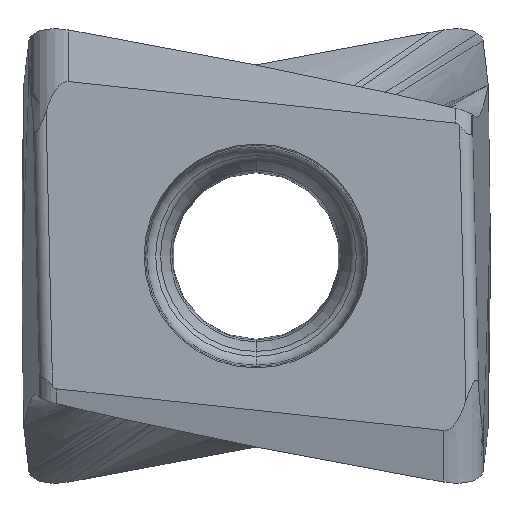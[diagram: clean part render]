
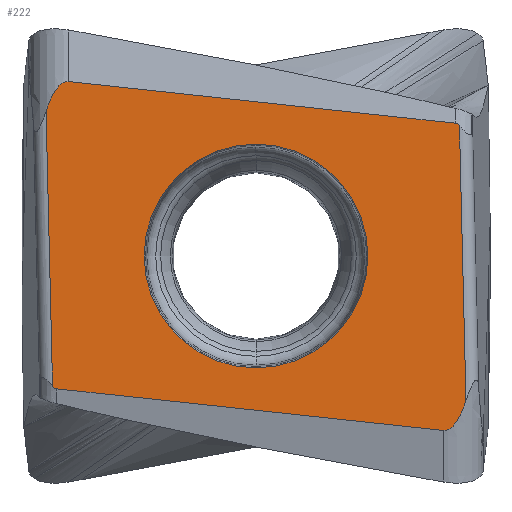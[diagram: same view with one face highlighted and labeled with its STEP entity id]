
A CAD part, front view. The second image highlights one B-rep face of the part: STEP entity #222.
In plain terms, the highlighted planar face has unit normal (0, -1, 0).
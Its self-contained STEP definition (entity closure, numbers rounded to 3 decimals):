
#60=CIRCLE('',#2298,2.988);
#61=CIRCLE('',#2299,2.988);
#111=FACE_BOUND('',#496,.T.);
#112=FACE_BOUND('',#497,.T.);
#131=PLANE('',#2300);
#222=ADVANCED_FACE('',(#111,#112),#131,.T.);
#496=EDGE_LOOP('',(#952,#953,#954,#955,#956,#957,#958,#959));
#497=EDGE_LOOP('',(#960,#961));
#635=LINE('',#3299,#771);
#636=LINE('',#3310,#772);
#637=LINE('',#3332,#773);
#638=LINE('',#3343,#774);
#771=VECTOR('',#2441,1.);
#772=VECTOR('',#2444,1.);
#773=VECTOR('',#2445,1.);
#774=VECTOR('',#2446,1.);
#952=ORIENTED_EDGE('',*,*,#1781,.T.);
#953=ORIENTED_EDGE('',*,*,#1812,.F.);
#954=ORIENTED_EDGE('',*,*,#1813,.T.);
#955=ORIENTED_EDGE('',*,*,#1814,.F.);
#956=ORIENTED_EDGE('',*,*,#1815,.T.);
#957=ORIENTED_EDGE('',*,*,#1816,.T.);
#958=ORIENTED_EDGE('',*,*,#1817,.T.);
#959=ORIENTED_EDGE('',*,*,#1818,.F.);
#960=ORIENTED_EDGE('',*,*,#1819,.F.);
#961=ORIENTED_EDGE('',*,*,#1820,.F.);
#1575=VERTEX_POINT('',#2872);
#1576=VERTEX_POINT('',#2892);
#1596=VERTEX_POINT('',#3298);
#1597=VERTEX_POINT('',#3309);
#1598=VERTEX_POINT('',#3311);
#1599=VERTEX_POINT('',#3331);
#1600=VERTEX_POINT('',#3333);
#1601=VERTEX_POINT('',#3342);
#1602=VERTEX_POINT('',#3345);
#1603=VERTEX_POINT('',#3346);
#1781=EDGE_CURVE('',#1576,#1575,#2116,.T.);
#1812=EDGE_CURVE('',#1596,#1575,#635,.T.);
#1813=EDGE_CURVE('',#1596,#1597,#2133,.T.);
#1814=EDGE_CURVE('',#1598,#1597,#636,.T.);
#1815=EDGE_CURVE('',#1598,#1599,#2134,.T.);
#1816=EDGE_CURVE('',#1599,#1600,#637,.T.);
#1817=EDGE_CURVE('',#1600,#1601,#2135,.T.);
#1818=EDGE_CURVE('',#1576,#1601,#638,.T.);
#1819=EDGE_CURVE('',#1602,#1603,#60,.T.);
#1820=EDGE_CURVE('',#1603,#1602,#61,.T.);
#2116=B_SPLINE_CURVE_WITH_KNOTS('',3,(#2873,#2874,#2875,#2876,#2877,#2878,
#2879,#2880,#2881,#2882,#2883,#2884,#2885,#2886,#2887,#2888,#2889,#2890,
#2891),.UNSPECIFIED.,.F.,.F.,(4,1,1,1,1,1,1,1,1,1,1,1,1,1,1,1,4),(0.,0.063,
0.125,0.188,0.25,0.313,0.375,0.438,0.5,0.563,0.625,0.688,0.75,0.813,
0.875,0.938,1.),.UNSPECIFIED.);
#2133=B_SPLINE_CURVE_WITH_KNOTS('',3,(#3301,#3302,#3303,#3304,#3305,#3306,
#3307,#3308),.UNSPECIFIED.,.F.,.F.,(4,1,1,1,1,4),(0.,0.2,0.4,0.6,0.8,1.),
 .UNSPECIFIED.);
#2134=B_SPLINE_CURVE_WITH_KNOTS('',3,(#3312,#3313,#3314,#3315,#3316,#3317,
#3318,#3319,#3320,#3321,#3322,#3323,#3324,#3325,#3326,#3327,#3328,#3329,
#3330),.UNSPECIFIED.,.F.,.F.,(4,1,1,1,1,1,1,1,1,1,1,1,1,1,1,1,4),(0.,0.063,
0.125,0.188,0.25,0.313,0.375,0.438,0.5,0.563,0.625,0.688,0.75,0.813,
0.875,0.938,1.),.UNSPECIFIED.);
#2135=B_SPLINE_CURVE_WITH_KNOTS('',3,(#3334,#3335,#3336,#3337,#3338,#3339,
#3340,#3341),.UNSPECIFIED.,.F.,.F.,(4,1,1,1,1,4),(0.,0.2,0.4,0.6,0.8,1.),
 .UNSPECIFIED.);
#2298=AXIS2_PLACEMENT_3D('',#3344,#2447,#2448);
#2299=AXIS2_PLACEMENT_3D('',#3347,#2449,#2450);
#2300=AXIS2_PLACEMENT_3D('',#3348,#2451,#2452);
#2441=DIRECTION('',(-0.024,0.,1.));
#2444=DIRECTION('',(-0.994,0.,0.107));
#2445=DIRECTION('',(-0.024,0.,1.));
#2446=DIRECTION('',(0.994,0.,-0.107));
#2447=DIRECTION('',(0.,-1.,0.));
#2448=DIRECTION('',(0.,0.,1.));
#2449=DIRECTION('',(0.,-1.,0.));
#2450=DIRECTION('',(0.,0.,-1.));
#2451=DIRECTION('',(0.,-1.,0.));
#2452=DIRECTION('',(-1.,0.,-0.024));
#2872=CARTESIAN_POINT('',(-5.611,0.,3.863));
#2873=CARTESIAN_POINT('',(-5.017,0.,4.662));
#2874=CARTESIAN_POINT('',(-5.03,0.,4.664));
#2875=CARTESIAN_POINT('',(-5.056,0.,4.664));
#2876=CARTESIAN_POINT('',(-5.096,0.,4.658));
#2877=CARTESIAN_POINT('',(-5.134,0.,4.644));
#2878=CARTESIAN_POINT('',(-5.173,0.,4.624));
#2879=CARTESIAN_POINT('',(-5.212,0.,4.597));
#2880=CARTESIAN_POINT('',(-5.25,0.,4.564));
#2881=CARTESIAN_POINT('',(-5.287,0.,4.523));
#2882=CARTESIAN_POINT('',(-5.325,0.,4.477));
#2883=CARTESIAN_POINT('',(-5.362,0.,4.423));
#2884=CARTESIAN_POINT('',(-5.398,0.,4.365));
#2885=CARTESIAN_POINT('',(-5.433,0.,4.302));
#2886=CARTESIAN_POINT('',(-5.467,0.,4.233));
#2887=CARTESIAN_POINT('',(-5.502,0.,4.156));
#2888=CARTESIAN_POINT('',(-5.537,0.,4.071));
#2889=CARTESIAN_POINT('',(-5.573,0.,3.974));
#2890=CARTESIAN_POINT('',(-5.598,0.,3.901));
#2891=CARTESIAN_POINT('',(-5.611,0.,3.863));
#2892=CARTESIAN_POINT('',(-5.017,0.,4.662));
#3298=CARTESIAN_POINT('',(-5.437,0.,-3.475));
#3299=CARTESIAN_POINT('',(-5.437,0.,-3.475));
#3301=CARTESIAN_POINT('',(-5.437,0.,-3.475));
#3302=CARTESIAN_POINT('',(-5.429,0.,-3.484));
#3303=CARTESIAN_POINT('',(-5.414,0.,-3.5));
#3304=CARTESIAN_POINT('',(-5.39,0.,-3.521));
#3305=CARTESIAN_POINT('',(-5.366,0.,-3.536));
#3306=CARTESIAN_POINT('',(-5.342,0.,-3.546));
#3307=CARTESIAN_POINT('',(-5.327,0.,-3.549));
#3308=CARTESIAN_POINT('',(-5.32,0.,-3.55));
#3309=CARTESIAN_POINT('',(-5.32,0.,-3.55));
#3310=CARTESIAN_POINT('',(5.017,0.,-4.662));
#3311=CARTESIAN_POINT('',(5.017,0.,-4.662));
#3312=CARTESIAN_POINT('',(5.017,0.,-4.662));
#3313=CARTESIAN_POINT('',(5.03,0.,-4.664));
#3314=CARTESIAN_POINT('',(5.056,0.,-4.664));
#3315=CARTESIAN_POINT('',(5.096,0.,-4.658));
#3316=CARTESIAN_POINT('',(5.134,0.,-4.645));
#3317=CARTESIAN_POINT('',(5.173,0.,-4.624));
#3318=CARTESIAN_POINT('',(5.211,0.,-4.597));
#3319=CARTESIAN_POINT('',(5.249,0.,-4.564));
#3320=CARTESIAN_POINT('',(5.287,0.,-4.524));
#3321=CARTESIAN_POINT('',(5.325,0.,-4.477));
#3322=CARTESIAN_POINT('',(5.362,0.,-4.424));
#3323=CARTESIAN_POINT('',(5.398,0.,-4.365));
#3324=CARTESIAN_POINT('',(5.433,0.,-4.302));
#3325=CARTESIAN_POINT('',(5.467,0.,-4.233));
#3326=CARTESIAN_POINT('',(5.502,0.,-4.156));
#3327=CARTESIAN_POINT('',(5.537,0.,-4.071));
#3328=CARTESIAN_POINT('',(5.573,0.,-3.974));
#3329=CARTESIAN_POINT('',(5.598,0.,-3.901));
#3330=CARTESIAN_POINT('',(5.611,0.,-3.863));
#3331=CARTESIAN_POINT('',(5.611,0.,-3.863));
#3332=CARTESIAN_POINT('',(5.611,0.,-3.863));
#3333=CARTESIAN_POINT('',(5.437,0.,3.475));
#3334=CARTESIAN_POINT('',(5.437,0.,3.475));
#3335=CARTESIAN_POINT('',(5.429,0.,3.484));
#3336=CARTESIAN_POINT('',(5.414,0.,3.5));
#3337=CARTESIAN_POINT('',(5.39,0.,3.521));
#3338=CARTESIAN_POINT('',(5.366,0.,3.536));
#3339=CARTESIAN_POINT('',(5.342,0.,3.546));
#3340=CARTESIAN_POINT('',(5.327,0.,3.549));
#3341=CARTESIAN_POINT('',(5.32,0.,3.55));
#3342=CARTESIAN_POINT('',(5.32,0.,3.55));
#3343=CARTESIAN_POINT('',(-5.017,0.,4.662));
#3344=CARTESIAN_POINT('',(0.,0.,0.));
#3345=CARTESIAN_POINT('',(0.,0.,2.988));
#3346=CARTESIAN_POINT('',(0.,0.,-2.988));
#3347=CARTESIAN_POINT('',(0.,0.,0.));
#3348=CARTESIAN_POINT('',(-5.351,0.,-7.129));
